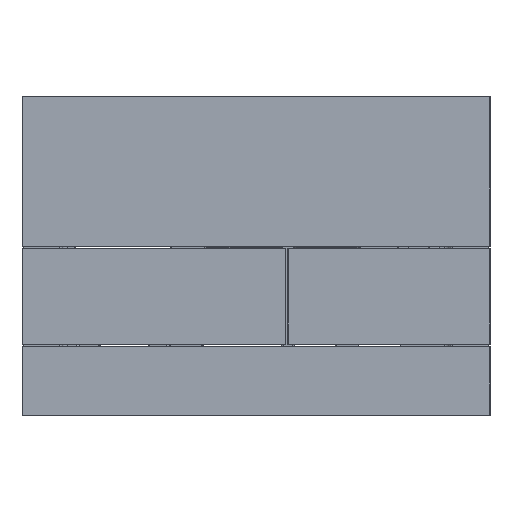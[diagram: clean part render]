
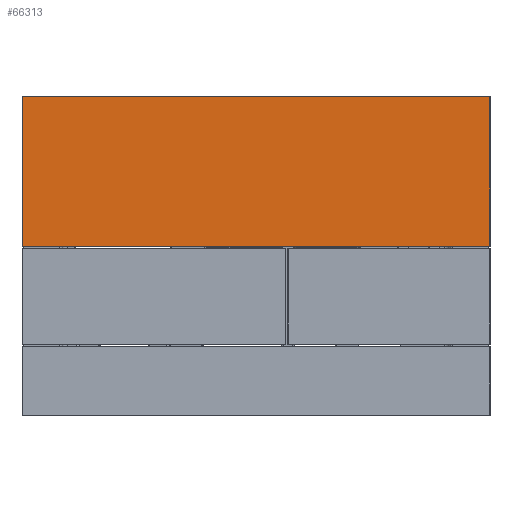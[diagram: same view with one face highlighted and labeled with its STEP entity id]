
A CAD part, top view. The second image highlights one B-rep face of the part: STEP entity #66313.
In plain terms, the highlighted face is planar.
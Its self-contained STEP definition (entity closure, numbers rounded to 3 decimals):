
#66070=DIRECTION('',(0.,-1.,0.));
#66071=VECTOR('',#66070,70.3);
#66072=CARTESIAN_POINT('',(109.9,70.4,-1.));
#66073=LINE('327',#66072,#66071);
#66077=DIRECTION('',(1.,0.,0.));
#66078=VECTOR('',#66077,219.8);
#66079=CARTESIAN_POINT('',(-109.9,70.4,-1.));
#66080=LINE('329',#66079,#66078);
#66084=DIRECTION('',(0.,1.,0.));
#66085=VECTOR('',#66084,70.3);
#66086=CARTESIAN_POINT('',(-109.9,0.1,-1.));
#66087=LINE('331',#66086,#66085);
#66091=DIRECTION('',(-1.,0.,0.));
#66092=VECTOR('',#66091,219.8);
#66093=CARTESIAN_POINT('',(109.9,0.1,-1.));
#66094=LINE('332',#66093,#66092);
#66290=CARTESIAN_POINT('',(109.9,70.4,-1.));
#66291=CARTESIAN_POINT('',(109.9,0.1,-1.));
#66292=VERTEX_POINT('',#66290);
#66293=VERTEX_POINT('',#66291);
#66294=CARTESIAN_POINT('',(-109.9,70.4,-1.));
#66295=VERTEX_POINT('',#66294);
#66296=CARTESIAN_POINT('',(-109.9,0.1,-1.));
#66297=VERTEX_POINT('',#66296);
#66298=CARTESIAN_POINT('',(0.,0.,-1.));
#66299=DIRECTION('',(0.,0.,1.));
#66300=DIRECTION('',(1.,0.,0.));
#66301=AXIS2_PLACEMENT_3D('',#66298,#66299,#66300);
#66302=PLANE('69',#66301);
#66304=ORIENTED_EDGE('327',*,*,#66303,.F.);
#66306=ORIENTED_EDGE('329',*,*,#66305,.F.);
#66308=ORIENTED_EDGE('331',*,*,#66307,.F.);
#66310=ORIENTED_EDGE('332',*,*,#66309,.F.);
#66311=EDGE_LOOP('69',(#66304,#66306,#66308,#66310));
#66312=FACE_OUTER_BOUND('69',#66311,.F.);
#66313=ADVANCED_FACE('69',(#66312),#66302,.F.);
#66303=EDGE_CURVE('327',#66292,#66293,#66073,.T.);
#66305=EDGE_CURVE('329',#66295,#66292,#66080,.T.);
#66307=EDGE_CURVE('331',#66297,#66295,#66087,.T.);
#66309=EDGE_CURVE('332',#66293,#66297,#66094,.T.);
